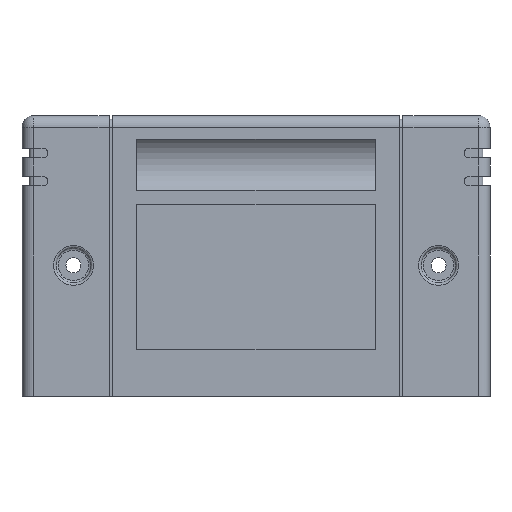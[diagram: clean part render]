
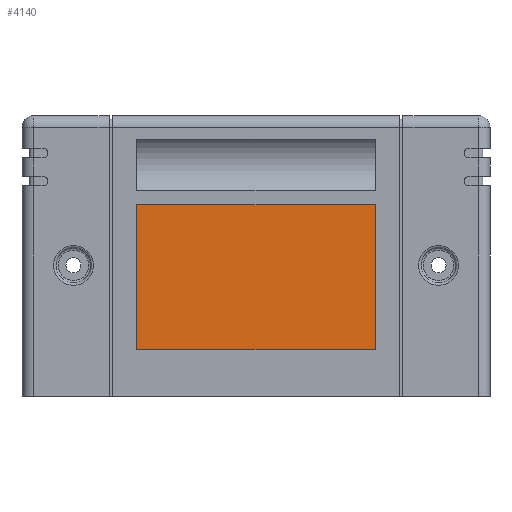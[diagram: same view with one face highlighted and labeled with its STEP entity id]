
A CAD part, front view. The second image highlights one B-rep face of the part: STEP entity #4140.
In plain terms, the highlighted planar face has unit normal (0, -1, 0).
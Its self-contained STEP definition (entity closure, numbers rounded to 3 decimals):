
#414=FACE_OUTER_BOUND('',#638,.T.);
#638=EDGE_LOOP('',(#3671,#3672,#3673,#3674));
#1100=LINE('',#6848,#1562);
#1103=LINE('',#6853,#1565);
#1105=LINE('',#6857,#1567);
#1106=LINE('',#6859,#1568);
#1562=VECTOR('',#5575,10.);
#1565=VECTOR('',#5580,10.);
#1567=VECTOR('',#5584,10.);
#1568=VECTOR('',#5587,10.);
#1977=VERTEX_POINT('',#6845);
#1978=VERTEX_POINT('',#6847);
#1979=VERTEX_POINT('',#6851);
#1980=VERTEX_POINT('',#6855);
#2555=EDGE_CURVE('',#1977,#1978,#1100,.T.);
#2558=EDGE_CURVE('',#1979,#1977,#1103,.T.);
#2560=EDGE_CURVE('',#1980,#1979,#1105,.T.);
#2561=EDGE_CURVE('',#1978,#1980,#1106,.T.);
#3671=ORIENTED_EDGE('',*,*,#2561,.F.);
#3672=ORIENTED_EDGE('',*,*,#2555,.F.);
#3673=ORIENTED_EDGE('',*,*,#2558,.F.);
#3674=ORIENTED_EDGE('',*,*,#2560,.F.);
#3945=PLANE('',#4496);
#4140=ADVANCED_FACE('',(#414),#3945,.F.);
#4496=AXIS2_PLACEMENT_3D('',#6860,#5588,#5589);
#5575=DIRECTION('',(0.,0.,-1.));
#5580=DIRECTION('',(1.,0.,0.));
#5584=DIRECTION('',(0.,0.,1.));
#5587=DIRECTION('',(-1.,0.,0.));
#5588=DIRECTION('center_axis',(0.,1.,0.));
#5589=DIRECTION('ref_axis',(0.,0.,1.));
#6845=CARTESIAN_POINT('',(25.5,-8.5,41.));
#6847=CARTESIAN_POINT('',(25.5,-8.5,10.));
#6848=CARTESIAN_POINT('',(25.5,-8.5,10.));
#6851=CARTESIAN_POINT('',(-25.5,-8.5,41.));
#6853=CARTESIAN_POINT('',(25.5,-8.5,41.));
#6855=CARTESIAN_POINT('',(-25.5,-8.5,10.));
#6857=CARTESIAN_POINT('',(-25.5,-8.5,41.));
#6859=CARTESIAN_POINT('',(-25.5,-8.5,10.));
#6860=CARTESIAN_POINT('Origin',(0.,-8.5,25.5));
